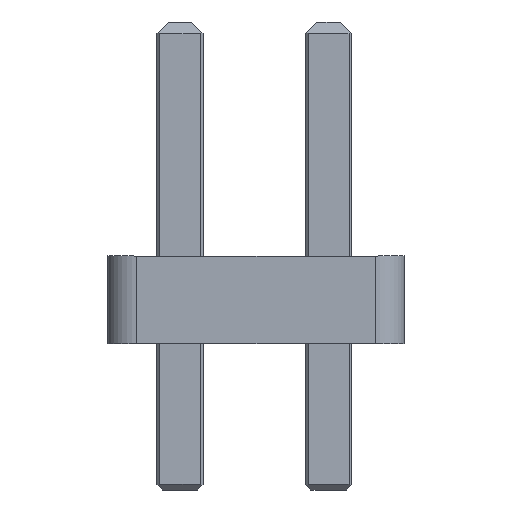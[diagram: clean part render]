
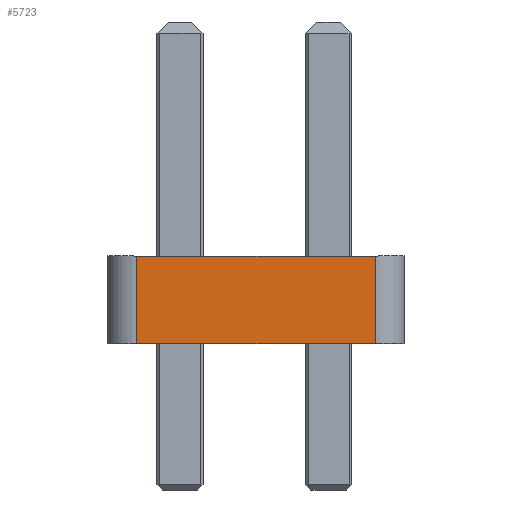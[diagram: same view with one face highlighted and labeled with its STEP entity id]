
A CAD part, left-side view. The second image highlights one B-rep face of the part: STEP entity #5723.
In plain terms, the highlighted planar face has unit normal (-1, 0, 0).
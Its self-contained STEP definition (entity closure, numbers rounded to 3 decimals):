
#431=FACE_OUTER_BOUND('',#743,.T.);
#743=EDGE_LOOP('',(#5113,#5114,#5115,#5116));
#1484=LINE('',#9177,#2228);
#1485=LINE('',#9182,#2229);
#1486=LINE('',#9185,#2230);
#1487=LINE('',#9186,#2231);
#2228=VECTOR('',#7541,10.);
#2229=VECTOR('',#7548,10.);
#2230=VECTOR('',#7551,10.);
#2231=VECTOR('',#7552,10.);
#2758=VERTEX_POINT('',#9174);
#2759=VERTEX_POINT('',#9176);
#2760=VERTEX_POINT('',#9180);
#2761=VERTEX_POINT('',#9184);
#3544=EDGE_CURVE('',#2759,#2758,#1484,.T.);
#3547=EDGE_CURVE('',#2759,#2760,#1485,.T.);
#3548=EDGE_CURVE('',#2761,#2758,#1486,.T.);
#3549=EDGE_CURVE('',#2760,#2761,#1487,.T.);
#5113=ORIENTED_EDGE('',*,*,#3547,.F.);
#5114=ORIENTED_EDGE('',*,*,#3544,.T.);
#5115=ORIENTED_EDGE('',*,*,#3548,.F.);
#5116=ORIENTED_EDGE('',*,*,#3549,.F.);
#5419=PLANE('',#6107);
#5723=ADVANCED_FACE('',(#431),#5419,.T.);
#6107=AXIS2_PLACEMENT_3D('',#9183,#7549,#7550);
#7541=DIRECTION('',(0.,-1.,0.));
#7548=DIRECTION('',(0.,0.,1.));
#7549=DIRECTION('center_axis',(-1.,0.,0.));
#7550=DIRECTION('ref_axis',(0.,0.,1.));
#7551=DIRECTION('',(0.,0.,-1.));
#7552=DIRECTION('',(0.,-1.,0.));
#9174=CARTESIAN_POINT('',(-7.62,-2.04,0.));
#9176=CARTESIAN_POINT('',(-7.62,2.04,0.));
#9177=CARTESIAN_POINT('',(-7.62,2.04,0.));
#9180=CARTESIAN_POINT('',(-7.62,2.04,1.5));
#9182=CARTESIAN_POINT('',(-7.62,2.04,0.));
#9183=CARTESIAN_POINT('Origin',(-7.62,0.,-0.01));
#9184=CARTESIAN_POINT('',(-7.62,-2.04,1.5));
#9185=CARTESIAN_POINT('',(-7.62,-2.04,1.5));
#9186=CARTESIAN_POINT('',(-7.62,2.04,1.5));
